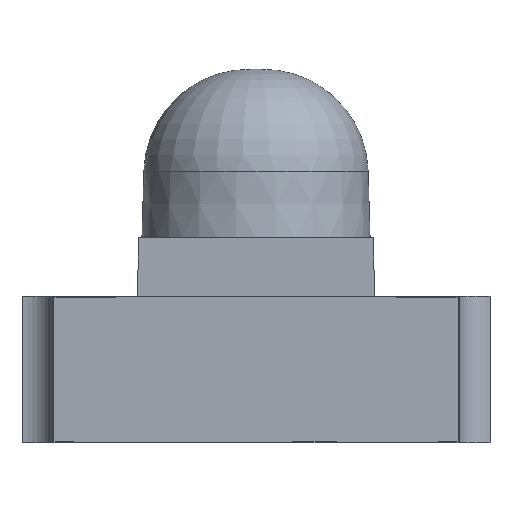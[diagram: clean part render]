
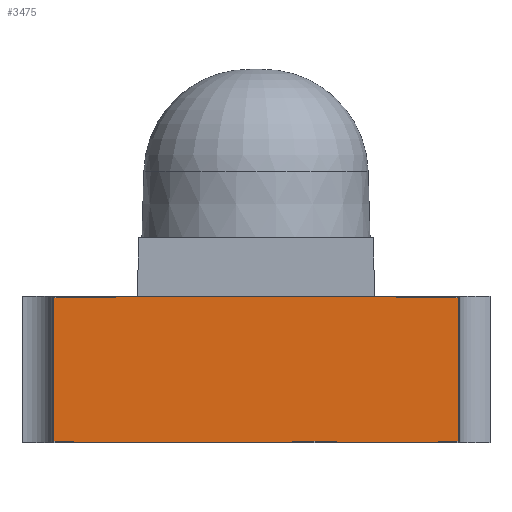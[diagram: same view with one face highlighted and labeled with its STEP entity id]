
A CAD part, front view. The second image highlights one B-rep face of the part: STEP entity #3475.
In plain terms, the highlighted planar face has unit normal (0, -1, 0).
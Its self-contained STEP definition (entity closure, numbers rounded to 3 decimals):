
#95=LINE('',#4651,#484);
#137=LINE('',#4774,#526);
#144=LINE('',#4791,#533);
#145=LINE('',#4794,#534);
#146=LINE('',#4795,#535);
#147=LINE('',#4796,#536);
#148=LINE('',#4798,#537);
#149=LINE('',#4800,#538);
#150=LINE('',#4802,#539);
#151=LINE('',#4804,#540);
#152=LINE('',#4806,#541);
#153=LINE('',#4808,#542);
#154=LINE('',#4810,#543);
#155=LINE('',#4812,#544);
#156=LINE('',#4814,#545);
#157=LINE('',#4816,#546);
#484=VECTOR('',#3851,1000.);
#526=VECTOR('',#3901,1000.);
#533=VECTOR('',#3916,1000.);
#534=VECTOR('',#3917,1000.);
#535=VECTOR('',#3918,1000.);
#536=VECTOR('',#3919,1000.);
#537=VECTOR('',#3920,1000.);
#538=VECTOR('',#3921,1000.);
#539=VECTOR('',#3922,1000.);
#540=VECTOR('',#3923,1000.);
#541=VECTOR('',#3924,1000.);
#542=VECTOR('',#3925,1000.);
#543=VECTOR('',#3926,1000.);
#544=VECTOR('',#3927,1000.);
#545=VECTOR('',#3928,1000.);
#546=VECTOR('',#3929,1000.);
#933=ORIENTED_EDGE('',*,*,#1782,.T.);
#934=ORIENTED_EDGE('',*,*,#1783,.T.);
#935=ORIENTED_EDGE('',*,*,#1773,.F.);
#936=ORIENTED_EDGE('',*,*,#1784,.T.);
#937=ORIENTED_EDGE('',*,*,#1728,.F.);
#938=ORIENTED_EDGE('',*,*,#1785,.F.);
#939=ORIENTED_EDGE('',*,*,#1786,.T.);
#940=ORIENTED_EDGE('',*,*,#1787,.F.);
#941=ORIENTED_EDGE('',*,*,#1788,.F.);
#942=ORIENTED_EDGE('',*,*,#1789,.T.);
#943=ORIENTED_EDGE('',*,*,#1790,.T.);
#944=ORIENTED_EDGE('',*,*,#1791,.F.);
#945=ORIENTED_EDGE('',*,*,#1792,.T.);
#946=ORIENTED_EDGE('',*,*,#1793,.T.);
#947=ORIENTED_EDGE('',*,*,#1794,.T.);
#948=ORIENTED_EDGE('',*,*,#1795,.F.);
#1728=EDGE_CURVE('',#2155,#2156,#95,.T.);
#1773=EDGE_CURVE('',#2197,#2198,#137,.T.);
#1782=EDGE_CURVE('',#2204,#2205,#144,.T.);
#1783=EDGE_CURVE('',#2205,#2198,#145,.T.);
#1784=EDGE_CURVE('',#2197,#2156,#146,.T.);
#1785=EDGE_CURVE('',#2206,#2155,#147,.T.);
#1786=EDGE_CURVE('',#2206,#2207,#148,.T.);
#1787=EDGE_CURVE('',#2208,#2207,#149,.T.);
#1788=EDGE_CURVE('',#2209,#2208,#150,.T.);
#1789=EDGE_CURVE('',#2209,#2210,#151,.T.);
#1790=EDGE_CURVE('',#2210,#2211,#152,.T.);
#1791=EDGE_CURVE('',#2212,#2211,#153,.T.);
#1792=EDGE_CURVE('',#2212,#2213,#154,.T.);
#1793=EDGE_CURVE('',#2213,#2214,#155,.T.);
#1794=EDGE_CURVE('',#2214,#2215,#156,.T.);
#1795=EDGE_CURVE('',#2204,#2215,#157,.T.);
#2155=VERTEX_POINT('',#4652);
#2156=VERTEX_POINT('',#4653);
#2197=VERTEX_POINT('',#4773);
#2198=VERTEX_POINT('',#4775);
#2204=VERTEX_POINT('',#4792);
#2205=VERTEX_POINT('',#4793);
#2206=VERTEX_POINT('',#4797);
#2207=VERTEX_POINT('',#4799);
#2208=VERTEX_POINT('',#4801);
#2209=VERTEX_POINT('',#4803);
#2210=VERTEX_POINT('',#4805);
#2211=VERTEX_POINT('',#4807);
#2212=VERTEX_POINT('',#4809);
#2213=VERTEX_POINT('',#4811);
#2214=VERTEX_POINT('',#4813);
#2215=VERTEX_POINT('',#4815);
#2448=EDGE_LOOP('',(#933,#934,#935,#936,#937,#938,#939,#940,#941,#942,#943,
#944,#945,#946,#947,#948));
#2616=FACE_BOUND('',#2448,.T.);
#2783=PLANE('',#3657);
#3475=ADVANCED_FACE('',(#2616),#2783,.F.);
#3657=AXIS2_PLACEMENT_3D('',#4790,#3914,#3915);
#3851=DIRECTION('',(1.,0.,0.));
#3901=DIRECTION('',(1.,0.,0.));
#3914=DIRECTION('',(0.,1.,0.));
#3915=DIRECTION('',(0.,0.,1.));
#3916=DIRECTION('',(1.,0.,0.));
#3917=DIRECTION('',(0.,0.,1.));
#3918=DIRECTION('',(0.,0.,1.));
#3919=DIRECTION('',(0.,0.,1.));
#3920=DIRECTION('',(-1.,0.,0.));
#3921=DIRECTION('',(0.,0.,1.));
#3922=DIRECTION('',(-1.,0.,0.));
#3923=DIRECTION('',(0.,0.,-1.));
#3924=DIRECTION('',(1.,0.,0.));
#3925=DIRECTION('',(0.,0.,-1.));
#3926=DIRECTION('',(1.,0.,0.));
#3927=DIRECTION('',(0.,0.,-1.));
#3928=DIRECTION('',(1.,0.,0.));
#3929=DIRECTION('',(0.,0.,-1.));
#4651=CARTESIAN_POINT('',(-1.398,-0.8,1.));
#4652=CARTESIAN_POINT('',(-0.96,-0.8,1.));
#4653=CARTESIAN_POINT('',(0.96,-0.8,1.));
#4773=CARTESIAN_POINT('',(0.96,-0.8,0.99));
#4774=CARTESIAN_POINT('',(0.96,-0.8,0.99));
#4775=CARTESIAN_POINT('',(1.381,-0.8,0.99));
#4790=CARTESIAN_POINT('',(-1.398,-0.8,1.));
#4791=CARTESIAN_POINT('',(1.248,-0.8,0.01));
#4792=CARTESIAN_POINT('',(1.248,-0.8,0.01));
#4793=CARTESIAN_POINT('',(1.381,-0.8,0.01));
#4794=CARTESIAN_POINT('',(1.381,-0.8,0.01));
#4795=CARTESIAN_POINT('',(0.96,-0.8,0.99));
#4796=CARTESIAN_POINT('',(-0.96,-0.8,0.99));
#4797=CARTESIAN_POINT('',(-0.96,-0.8,0.99));
#4798=CARTESIAN_POINT('',(-0.96,-0.8,0.99));
#4799=CARTESIAN_POINT('',(-1.381,-0.8,0.99));
#4800=CARTESIAN_POINT('',(-1.381,-0.8,0.01));
#4801=CARTESIAN_POINT('',(-1.381,-0.8,0.01));
#4802=CARTESIAN_POINT('',(-1.248,-0.8,0.01));
#4803=CARTESIAN_POINT('',(-1.248,-0.8,0.01));
#4804=CARTESIAN_POINT('',(-1.248,-0.8,0.01));
#4805=CARTESIAN_POINT('',(-1.248,-0.8,0.));
#4806=CARTESIAN_POINT('',(-1.398,-0.8,0.));
#4807=CARTESIAN_POINT('',(0.25,-0.8,0.));
#4808=CARTESIAN_POINT('',(0.25,-0.8,0.01));
#4809=CARTESIAN_POINT('',(0.25,-0.8,0.01));
#4810=CARTESIAN_POINT('',(0.25,-0.8,0.01));
#4811=CARTESIAN_POINT('',(0.55,-0.8,0.01));
#4812=CARTESIAN_POINT('',(0.55,-0.8,0.01));
#4813=CARTESIAN_POINT('',(0.55,-0.8,0.));
#4814=CARTESIAN_POINT('',(-1.398,-0.8,0.));
#4815=CARTESIAN_POINT('',(1.248,-0.8,0.));
#4816=CARTESIAN_POINT('',(1.248,-0.8,0.01));
